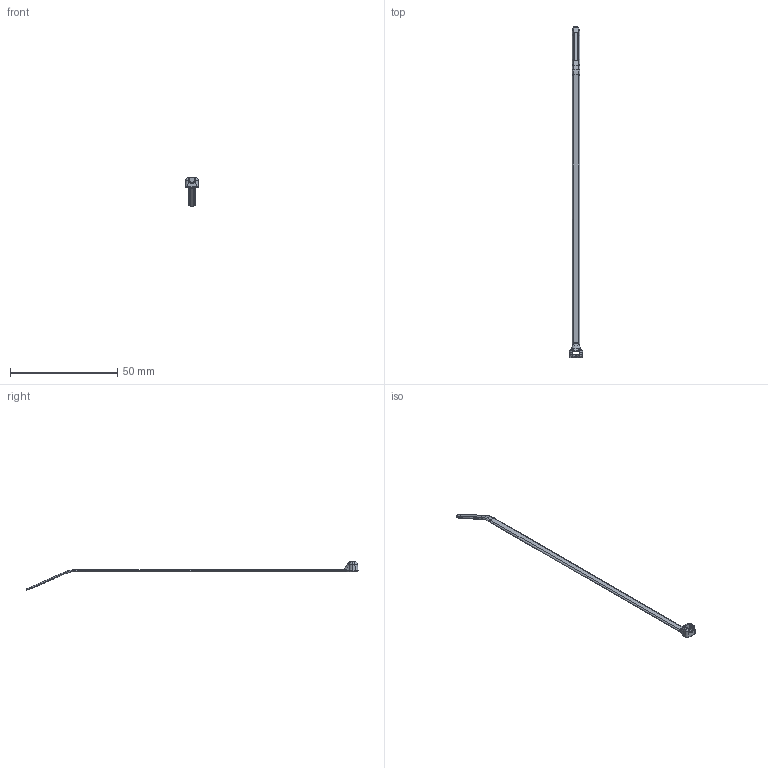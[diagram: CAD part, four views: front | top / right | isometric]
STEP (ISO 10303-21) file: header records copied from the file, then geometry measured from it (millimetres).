
FILE_DESCRIPTION(/* description */ (''),/* implementation_level */ '2;1');
FILE_NAME(/* name */ 'PANDUIT_BT1_5I.stp',/* time_stamp */ '2019-12-16T17:29:24-06:00',/* author */ (''),/* organization */ (''),/* preprocessor_version */ 'ST-DEVELOPER v16',/* originating_system */ 'SIEMENS PLM Software NX 11.0',/* authorisation */ '');
FILE_SCHEMA (('AP203_CONFIGURATION_CONTROLLED_3D_DESIGN_OF_MECHANICAL_PARTS_AND_ASSEMBLIES_MIM_LF { 1 0 10303 403 2 1 2}'));
Length unit declared in the file: inch
Products named in the file (1): BWG3ECCFBA0mi4h
Bounding box: 6.3 x 154.94 x 13.46 mm (x, y, z)
Volume: 504.9 mm3; surface area: 1362.4 mm2
Topology: 1 solids, 1 shells, 209 faces, 559 edges, 350 vertices
Faces by surface type: plane 75, cylinder 69, bspline 39, torus 12, cone 6, extrusion 6, sphere 2
Entity records: 7811 total; most frequent: CARTESIAN_POINT 2815, ORIENTED_EDGE 1110, DIRECTION 916, EDGE_CURVE 555, VERTEX_POINT 350, AXIS2_PLACEMENT_3D 346, VECTOR 224, LINE 218
